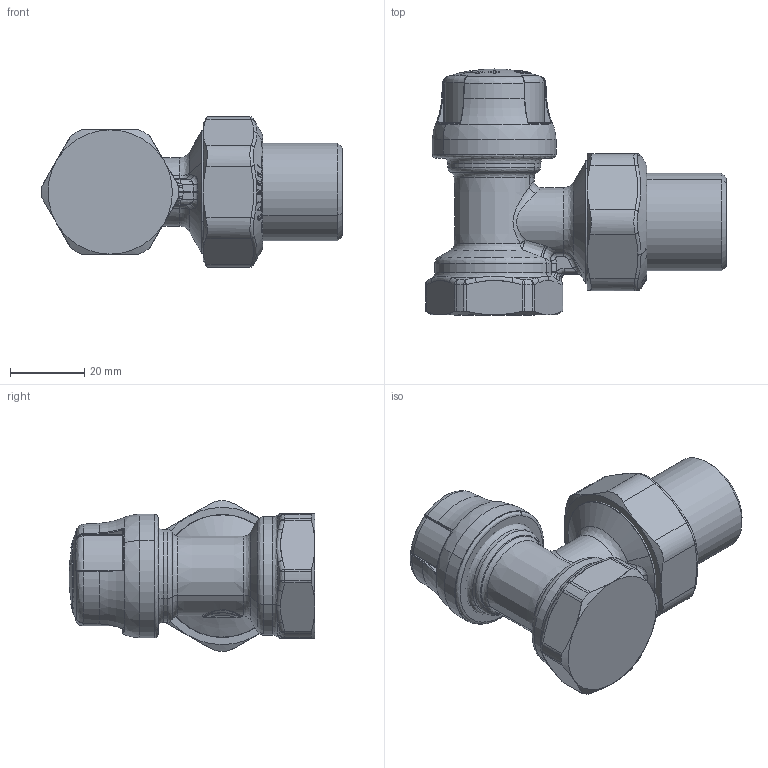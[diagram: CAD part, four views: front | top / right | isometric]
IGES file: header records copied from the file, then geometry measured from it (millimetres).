
Start section:  PTC IGES file: _da_convertire0001_sw0001.igs
Global section: file name: _da_convertire0001_sw0001.igs; native system: Creo Parametric by PTC Inc.; preprocessor: 2014500; author: mparodi; organization: Unknown; date: 20170131.093903; units: millimetre
Bounding box: 81.1 x 66.3 x 40.7 mm (x, y, z)
Surface area: 18115.2 mm2 (no closed solid volume)
Topology: 0 solids, 0 shells, 562 faces, 2811 edges, 2765 vertices
Faces by surface type: bspline 305, revolution 242, extrusion 15
